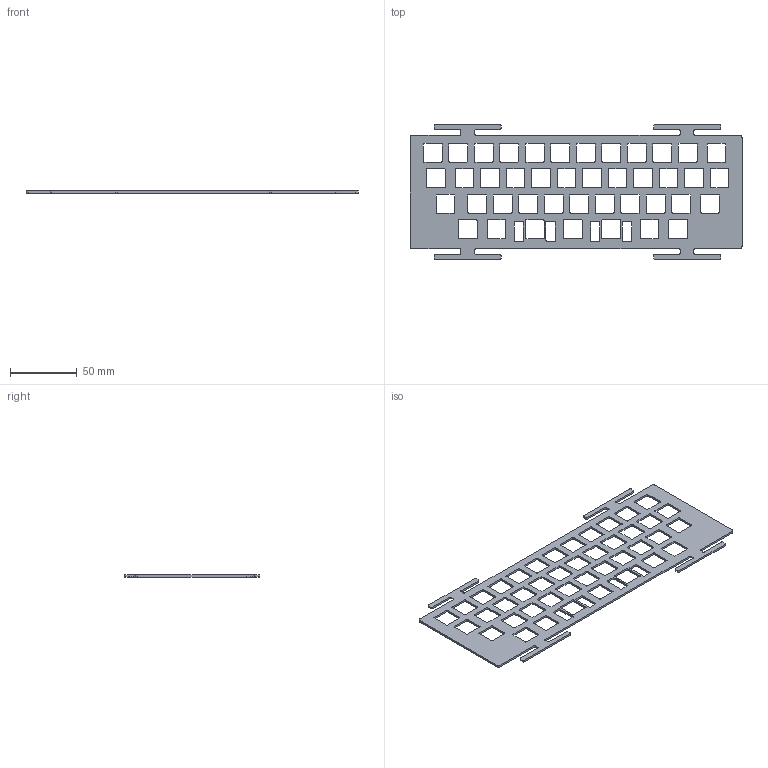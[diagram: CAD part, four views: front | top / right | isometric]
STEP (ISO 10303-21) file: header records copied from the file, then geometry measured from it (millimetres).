
FILE_DESCRIPTION(/* description */ (''),/* implementation_level */ '2;1');
FILE_NAME(/* name */ 'Plate 2u screw.step',/* time_stamp */ '2025-06-09T16:17:38+02:00',/* author */ (''),/* organization */ (''),/* preprocessor_version */ 'ST-DEVELOPER v20.1',/* originating_system */ 'Autodesk Translation Framework v14.10.0.0',/* authorisation */ '');
FILE_SCHEMA (('AUTOMOTIVE_DESIGN { 1 0 10303 214 3 1 1 }'));
Length unit declared in the file: millimetre
Products named in the file (3): Pancake case; Pancake; PCB & Plate
Assembly tree (2 placements, depth 3):
  Pancake case
    Pancake
      PCB & Plate
Bounding box: 248 x 101 x 1.5 mm (x, y, z)
Volume: 20091.6 mm3; surface area: 32070.9 mm2
Topology: 1 solids, 1 shells, 442 faces, 1320 edges, 880 vertices
Faces by surface type: plane 222, cylinder 220
Entity records: 15262 total; most frequent: DIRECTION 2654, CARTESIAN_POINT 2647, ORIENTED_EDGE 2640, EDGE_CURVE 1320, AXIS2_PLACEMENT_3D 887, LINE 880, VECTOR 880, VERTEX_POINT 880
